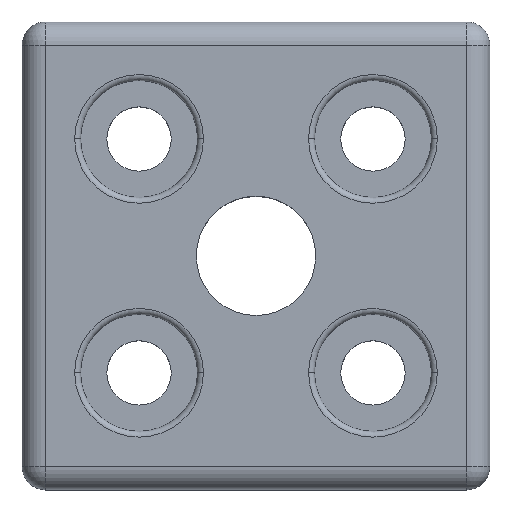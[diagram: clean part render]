
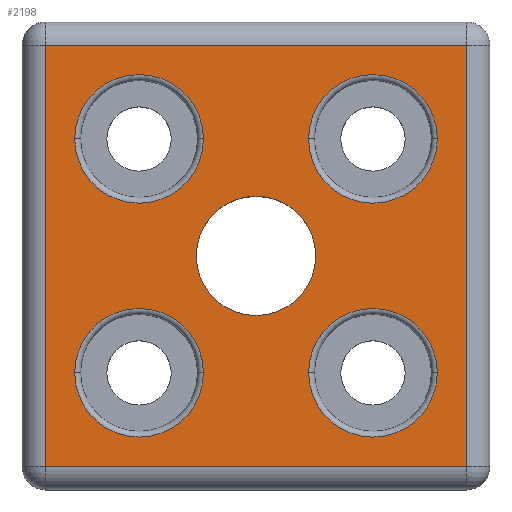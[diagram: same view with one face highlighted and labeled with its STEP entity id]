
A CAD part, top view. The second image highlights one B-rep face of the part: STEP entity #2198.
In plain terms, the highlighted planar face has unit normal (0, 0, 1).
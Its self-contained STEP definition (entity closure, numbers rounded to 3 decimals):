
#15=FACE_BOUND('',#314,.T.);
#16=FACE_BOUND('',#315,.T.);
#17=FACE_BOUND('',#316,.T.);
#18=FACE_BOUND('',#317,.T.);
#19=FACE_BOUND('',#318,.T.);
#37=PLANE('',#2464);
#159=FACE_OUTER_BOUND('',#313,.T.);
#313=EDGE_LOOP('',(#1576,#1577,#1578,#1579));
#314=EDGE_LOOP('',(#1580,#1581));
#315=EDGE_LOOP('',(#1582,#1583));
#316=EDGE_LOOP('',(#1584,#1585));
#317=EDGE_LOOP('',(#1586,#1587));
#318=EDGE_LOOP('',(#1588,#1589));
#490=LINE('',#3908,#589);
#491=LINE('',#3910,#590);
#492=LINE('',#3912,#591);
#493=LINE('',#3913,#592);
#589=VECTOR('',#3055,36.);
#590=VECTOR('',#3056,36.);
#591=VECTOR('',#3057,36.);
#592=VECTOR('',#3058,36.);
#645=CIRCLE('',#2313,5.1);
#666=CIRCLE('',#2343,5.5);
#670=CIRCLE('',#2348,5.5);
#674=CIRCLE('',#2353,5.5);
#678=CIRCLE('',#2358,5.5);
#754=CIRCLE('',#2465,5.1);
#755=CIRCLE('',#2466,5.5);
#756=CIRCLE('',#2467,5.5);
#757=CIRCLE('',#2468,5.5);
#758=CIRCLE('',#2469,5.5);
#882=VERTEX_POINT('',#3587);
#883=VERTEX_POINT('',#3589);
#908=VERTEX_POINT('',#3653);
#909=VERTEX_POINT('',#3654);
#912=VERTEX_POINT('',#3662);
#913=VERTEX_POINT('',#3663);
#916=VERTEX_POINT('',#3671);
#917=VERTEX_POINT('',#3672);
#920=VERTEX_POINT('',#3680);
#921=VERTEX_POINT('',#3681);
#1005=VERTEX_POINT('',#3906);
#1006=VERTEX_POINT('',#3907);
#1007=VERTEX_POINT('',#3909);
#1008=VERTEX_POINT('',#3911);
#1077=EDGE_CURVE('',#882,#883,#645,.T.);
#1107=EDGE_CURVE('',#908,#909,#666,.T.);
#1111=EDGE_CURVE('',#912,#913,#670,.T.);
#1115=EDGE_CURVE('',#916,#917,#674,.T.);
#1119=EDGE_CURVE('',#920,#921,#678,.T.);
#1229=EDGE_CURVE('',#1005,#1006,#490,.T.);
#1230=EDGE_CURVE('',#1006,#1007,#491,.T.);
#1231=EDGE_CURVE('',#1007,#1008,#492,.T.);
#1232=EDGE_CURVE('',#1008,#1005,#493,.T.);
#1233=EDGE_CURVE('',#883,#882,#754,.T.);
#1234=EDGE_CURVE('',#921,#920,#755,.T.);
#1235=EDGE_CURVE('',#917,#916,#756,.T.);
#1236=EDGE_CURVE('',#913,#912,#757,.T.);
#1237=EDGE_CURVE('',#909,#908,#758,.T.);
#1576=ORIENTED_EDGE('',*,*,#1229,.T.);
#1577=ORIENTED_EDGE('',*,*,#1230,.T.);
#1578=ORIENTED_EDGE('',*,*,#1231,.T.);
#1579=ORIENTED_EDGE('',*,*,#1232,.T.);
#1580=ORIENTED_EDGE('',*,*,#1233,.F.);
#1581=ORIENTED_EDGE('',*,*,#1077,.F.);
#1582=ORIENTED_EDGE('',*,*,#1234,.T.);
#1583=ORIENTED_EDGE('',*,*,#1119,.T.);
#1584=ORIENTED_EDGE('',*,*,#1235,.T.);
#1585=ORIENTED_EDGE('',*,*,#1115,.T.);
#1586=ORIENTED_EDGE('',*,*,#1236,.T.);
#1587=ORIENTED_EDGE('',*,*,#1111,.T.);
#1588=ORIENTED_EDGE('',*,*,#1237,.T.);
#1589=ORIENTED_EDGE('',*,*,#1107,.T.);
#2198=ADVANCED_FACE('',(#159,#15,#16,#17,#18,#19),#37,.T.);
#2313=AXIS2_PLACEMENT_3D('',#3590,#2708,#2709);
#2343=AXIS2_PLACEMENT_3D('',#3655,#2777,#2778);
#2348=AXIS2_PLACEMENT_3D('',#3664,#2787,#2788);
#2353=AXIS2_PLACEMENT_3D('',#3673,#2797,#2798);
#2358=AXIS2_PLACEMENT_3D('',#3682,#2807,#2808);
#2464=AXIS2_PLACEMENT_3D('',#3905,#3053,#3054);
#2465=AXIS2_PLACEMENT_3D('',#3914,#3059,#3060);
#2466=AXIS2_PLACEMENT_3D('',#3915,#3061,#3062);
#2467=AXIS2_PLACEMENT_3D('',#3916,#3063,#3064);
#2468=AXIS2_PLACEMENT_3D('',#3917,#3065,#3066);
#2469=AXIS2_PLACEMENT_3D('',#3918,#3067,#3068);
#2708=DIRECTION('center_axis',(0.,0.,1.));
#2709=DIRECTION('ref_axis',(1.,0.,0.));
#2777=DIRECTION('center_axis',(0.,0.,-1.));
#2778=DIRECTION('ref_axis',(1.,0.,0.));
#2787=DIRECTION('center_axis',(0.,0.,-1.));
#2788=DIRECTION('ref_axis',(1.,0.,0.));
#2797=DIRECTION('center_axis',(0.,0.,-1.));
#2798=DIRECTION('ref_axis',(1.,0.,0.));
#2807=DIRECTION('center_axis',(0.,0.,-1.));
#2808=DIRECTION('ref_axis',(1.,0.,0.));
#3053=DIRECTION('center_axis',(0.,0.,1.));
#3054=DIRECTION('ref_axis',(1.,0.,0.));
#3055=DIRECTION('',(1.,0.,0.));
#3056=DIRECTION('',(0.,1.,0.));
#3057=DIRECTION('',(-1.,0.,0.));
#3058=DIRECTION('',(0.,-1.,0.));
#3059=DIRECTION('center_axis',(0.,0.,1.));
#3060=DIRECTION('ref_axis',(1.,0.,0.));
#3061=DIRECTION('center_axis',(0.,0.,-1.));
#3062=DIRECTION('ref_axis',(1.,0.,0.));
#3063=DIRECTION('center_axis',(0.,0.,-1.));
#3064=DIRECTION('ref_axis',(1.,0.,0.));
#3065=DIRECTION('center_axis',(0.,0.,-1.));
#3066=DIRECTION('ref_axis',(1.,0.,0.));
#3067=DIRECTION('center_axis',(0.,0.,-1.));
#3068=DIRECTION('ref_axis',(1.,0.,0.));
#3587=CARTESIAN_POINT('',(-5.1,0.,12.));
#3589=CARTESIAN_POINT('',(5.1,0.,12.));
#3590=CARTESIAN_POINT('Origin',(0.,0.,12.));
#3653=CARTESIAN_POINT('',(-15.5,-10.,12.));
#3654=CARTESIAN_POINT('',(-4.5,-10.,12.));
#3655=CARTESIAN_POINT('Origin',(-10.,-10.,12.));
#3662=CARTESIAN_POINT('',(4.5,-10.,12.));
#3663=CARTESIAN_POINT('',(15.5,-10.,12.));
#3664=CARTESIAN_POINT('Origin',(10.,-10.,12.));
#3671=CARTESIAN_POINT('',(4.5,10.,12.));
#3672=CARTESIAN_POINT('',(15.5,10.,12.));
#3673=CARTESIAN_POINT('Origin',(10.,10.,12.));
#3680=CARTESIAN_POINT('',(-15.5,10.,12.));
#3681=CARTESIAN_POINT('',(-4.5,10.,12.));
#3682=CARTESIAN_POINT('Origin',(-10.,10.,12.));
#3905=CARTESIAN_POINT('Origin',(-20.,20.,12.));
#3906=CARTESIAN_POINT('',(-18.,-18.,12.));
#3907=CARTESIAN_POINT('',(18.,-18.,12.));
#3908=CARTESIAN_POINT('',(18.,-18.,12.));
#3909=CARTESIAN_POINT('',(18.,18.,12.));
#3910=CARTESIAN_POINT('',(18.,18.,12.));
#3911=CARTESIAN_POINT('',(-18.,18.,12.));
#3912=CARTESIAN_POINT('',(-18.,18.,12.));
#3913=CARTESIAN_POINT('',(-18.,-18.,12.));
#3914=CARTESIAN_POINT('Origin',(0.,0.,12.));
#3915=CARTESIAN_POINT('Origin',(-10.,10.,12.));
#3916=CARTESIAN_POINT('Origin',(10.,10.,12.));
#3917=CARTESIAN_POINT('Origin',(10.,-10.,12.));
#3918=CARTESIAN_POINT('Origin',(-10.,-10.,12.));
